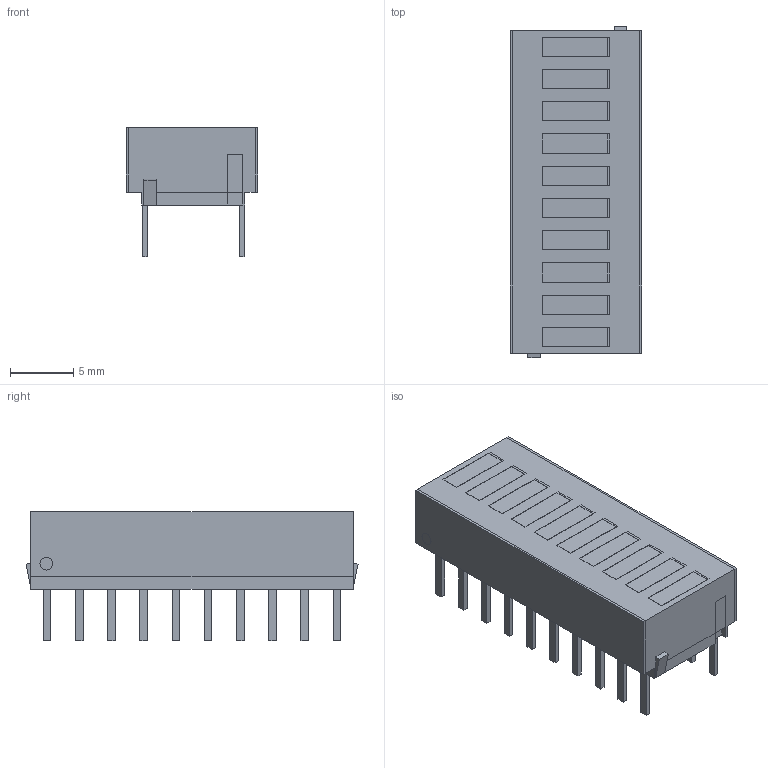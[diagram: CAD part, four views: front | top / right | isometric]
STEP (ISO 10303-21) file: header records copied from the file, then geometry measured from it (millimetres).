
FILE_DESCRIPTION(('FreeCAD Model'),'2;1');
FILE_NAME('Fusion_sp.step','2017-07-03T17:17:30',('kicad StepUp'),('ksu MCAD'), 'Open CASCADE STEP processor 7.1','FreeCAD','Unknown');
FILE_SCHEMA(('AUTOMOTIVE_DESIGN { 1 0 10303 214 1 1 1 1 }'));
Length unit declared in the file: millimetre
Products named in the file (1): Fusion_sp
Bounding box: 10.36 x 26.16 x 10.18 mm (x, y, z)
Volume: 1565.3 mm3; surface area: 1124.9 mm2
Topology: 1 solids, 1 shells, 204 faces, 515 edges, 344 vertices
Faces by surface type: plane 203, cylinder 1
Full cylindrical faces by diameter (mm): 1 x1
Entity records: 3870 total; most frequent: ORIENTED_EDGE 801, EDGE_CURVE 515, LINE 476, CARTESIAN_POINT 419, VERTEX_POINT 344, FACE_BOUND 235, EDGE_LOOP 235, ADVANCED_FACE 204
